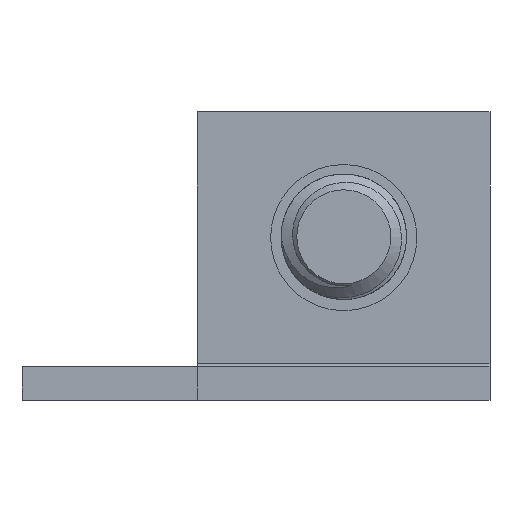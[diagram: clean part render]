
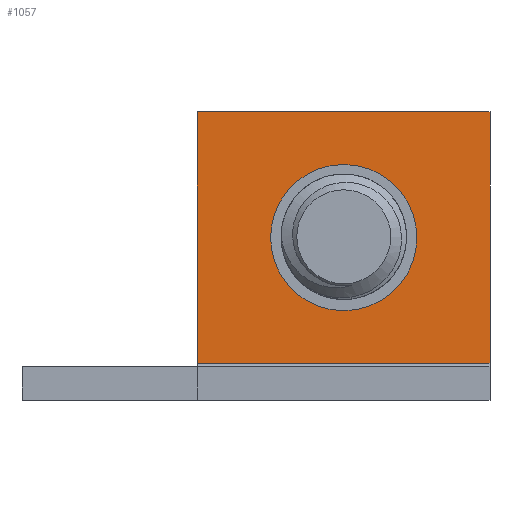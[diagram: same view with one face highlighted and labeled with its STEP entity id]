
A CAD part, front view. The second image highlights one B-rep face of the part: STEP entity #1057.
In plain terms, the highlighted planar face has unit normal (0, -1, 0).
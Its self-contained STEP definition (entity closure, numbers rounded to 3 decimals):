
#99=FACE_BOUND('',#211,.T.);
#110=PLANE('',#1159);
#141=FACE_OUTER_BOUND('',#210,.T.);
#210=EDGE_LOOP('',(#743,#744,#745,#746));
#211=EDGE_LOOP('',(#747));
#272=LINE('',#1510,#347);
#277=LINE('',#1523,#352);
#284=LINE('',#1541,#359);
#286=LINE('',#1544,#361);
#347=VECTOR('',#1253,10.);
#352=VECTOR('',#1264,0.432);
#359=VECTOR('',#1283,10.);
#361=VECTOR('',#1287,10.);
#421=CIRCLE('',#1142,1.75);
#444=VERTEX_POINT('',#1497);
#447=VERTEX_POINT('',#1508);
#448=VERTEX_POINT('',#1509);
#453=VERTEX_POINT('',#1521);
#458=VERTEX_POINT('',#1540);
#544=EDGE_CURVE('',#444,#444,#421,.T.);
#548=EDGE_CURVE('',#447,#448,#272,.T.);
#555=EDGE_CURVE('',#448,#453,#277,.T.);
#564=EDGE_CURVE('',#458,#447,#284,.T.);
#566=EDGE_CURVE('',#453,#458,#286,.T.);
#743=ORIENTED_EDGE('',*,*,#548,.T.);
#744=ORIENTED_EDGE('',*,*,#555,.T.);
#745=ORIENTED_EDGE('',*,*,#566,.T.);
#746=ORIENTED_EDGE('',*,*,#564,.T.);
#747=ORIENTED_EDGE('',*,*,#544,.T.);
#1057=ADVANCED_FACE('',(#141,#99),#110,.T.);
#1142=AXIS2_PLACEMENT_3D('',#1499,#1240,#1241);
#1159=AXIS2_PLACEMENT_3D('',#1547,#1291,#1292);
#1240=DIRECTION('center_axis',(0.,1.,0.));
#1241=DIRECTION('ref_axis',(-1.,0.,0.));
#1253=DIRECTION('',(1.,0.,0.));
#1264=DIRECTION('',(0.,0.,1.));
#1283=DIRECTION('',(0.,0.,-1.));
#1287=DIRECTION('',(-1.,0.,0.));
#1291=DIRECTION('center_axis',(0.,-1.,0.));
#1292=DIRECTION('ref_axis',(1.,0.,0.));
#1497=CARTESIAN_POINT('',(1.75,-0.923,3.89));
#1499=CARTESIAN_POINT('Origin',(0.,-0.923,3.89));
#1508=CARTESIAN_POINT('',(-3.5,-0.923,0.88));
#1509=CARTESIAN_POINT('',(3.5,-0.923,0.88));
#1510=CARTESIAN_POINT('',(0.,-0.923,0.88));
#1521=CARTESIAN_POINT('',(3.5,-0.923,6.9));
#1523=CARTESIAN_POINT('',(3.5,-0.923,-0.477));
#1540=CARTESIAN_POINT('',(-3.5,-0.923,6.9));
#1541=CARTESIAN_POINT('',(-3.5,-0.923,0.88));
#1544=CARTESIAN_POINT('',(-3.5,-0.923,6.9));
#1547=CARTESIAN_POINT('Origin',(0.,-0.923,3.551));
